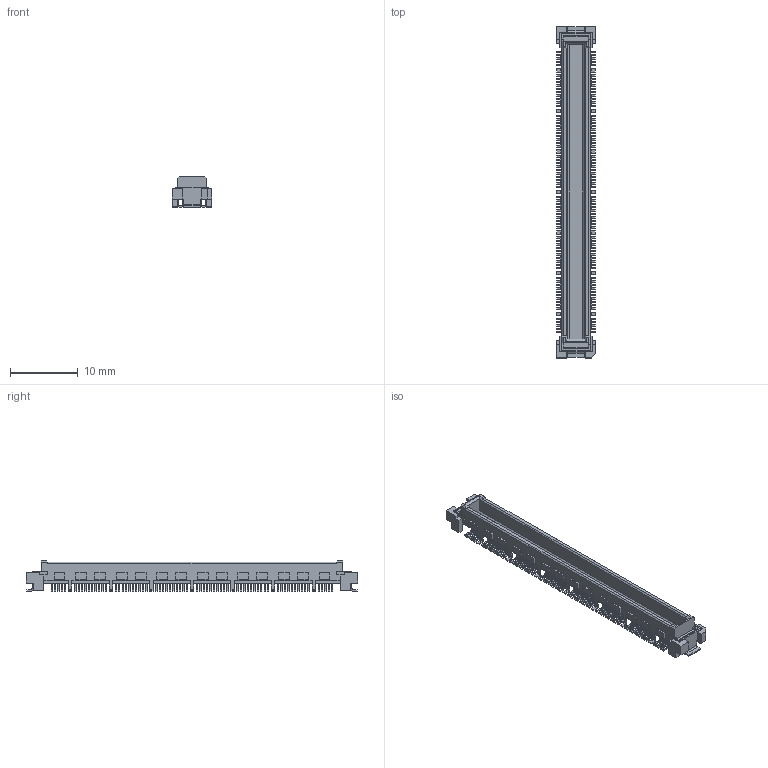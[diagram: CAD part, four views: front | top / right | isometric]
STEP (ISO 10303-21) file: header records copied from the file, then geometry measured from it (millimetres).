
FILE_DESCRIPTION(('OneSpaceDesigner STEP Export'),'2;1');
FILE_NAME('FX10B-140P14-SV1.stp','2007-12-17T18:11:53',(''),(''),'OneSpace Designer STEP processor for AP214 (Solid Model)','OneSpace Modeling 15.00A 14-Mar-2007 (C) CoCreate Software GmbH','');
FILE_SCHEMA(('AUTOMOTIVE_DESIGN { 1 0 10303 214 1 1 1 1 }'));
Products named in the file (2): FX10B-140P14-SV1
Assembly tree (1 placements, depth 2):
  FX10B-140P14-SV1
    FX10B-140P14-SV1
Bounding box: 5.9 x 49.1 x 4.5 mm (x, y, z)
Volume: 377.4 mm3; surface area: 1359.8 mm2
Topology: 1 solids, 1 shells, 2269 faces, 6234 edges, 4136 vertices
Faces by surface type: plane 1953, cylinder 316
Entity records: 70720 total; most frequent: CARTESIAN_POINT 12562, ORIENTED_EDGE 12468, DIRECTION 11280, EDGE_CURVE 6234, VECTOR 5572, LINE 5572, VERTEX_POINT 4136, AXIS2_PLACEMENT_3D 2854
